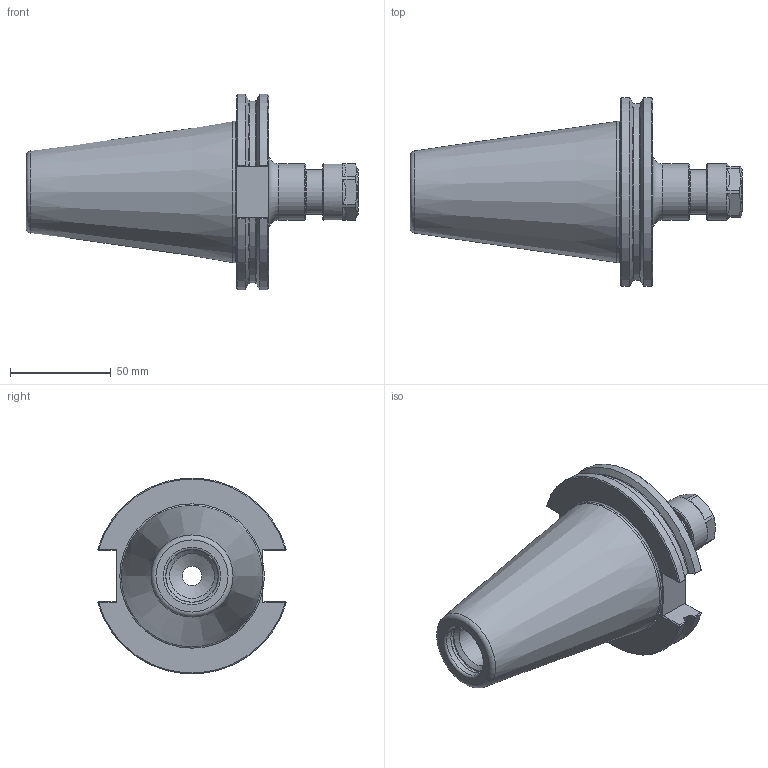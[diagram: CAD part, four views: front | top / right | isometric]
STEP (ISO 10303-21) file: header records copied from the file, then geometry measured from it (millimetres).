
FILE_DESCRIPTION(/* description */ (''),/* implementation_level */ '2;1');
FILE_NAME(/* name */ 'CAT50-ER16H-0250.stp',/* time_stamp */ '2019-05-31T14:30:53-05:00',/* author */ ('ldfli'),/* organization */ (''),/* preprocessor_version */ 'ST-DEVELOPER v18',/* originating_system */ 'Autodesk Inventor LT',/* authorisation */ '');
FILE_SCHEMA (('AUTOMOTIVE_DESIGN { 1 0 10303 214 3 1 1 }'));
Length unit declared in the file: millimetre
Products named in the file (1): CAT50-ER16H-0250
Bounding box: 165.12 x 93.8 x 97.14 mm (x, y, z)
Volume: 356667.2 mm3; surface area: 48287.4 mm2
Topology: 2 solids, 2 shells, 110 faces, 323 edges, 226 vertices
Faces by surface type: plane 49, cone 27, cylinder 21, torus 13
Full cylindrical faces by diameter (mm): 9.728 x1, 10 x1, 11.21 x1, 12.552 x1, 14.64 x1, 18.5 x1, 20.5 x1, 22 x1, 22.225 x1, 23.56 x1, 26.2 x1, 26.7 x1, 28 x2, 70.2 x1
Entity records: 3816 total; most frequent: CARTESIAN_POINT 818, ORIENTED_EDGE 646, DIRECTION 642, EDGE_CURVE 323, AXIS2_PLACEMENT_3D 267, VERTEX_POINT 226, CIRCLE 156, EDGE_LOOP 123
